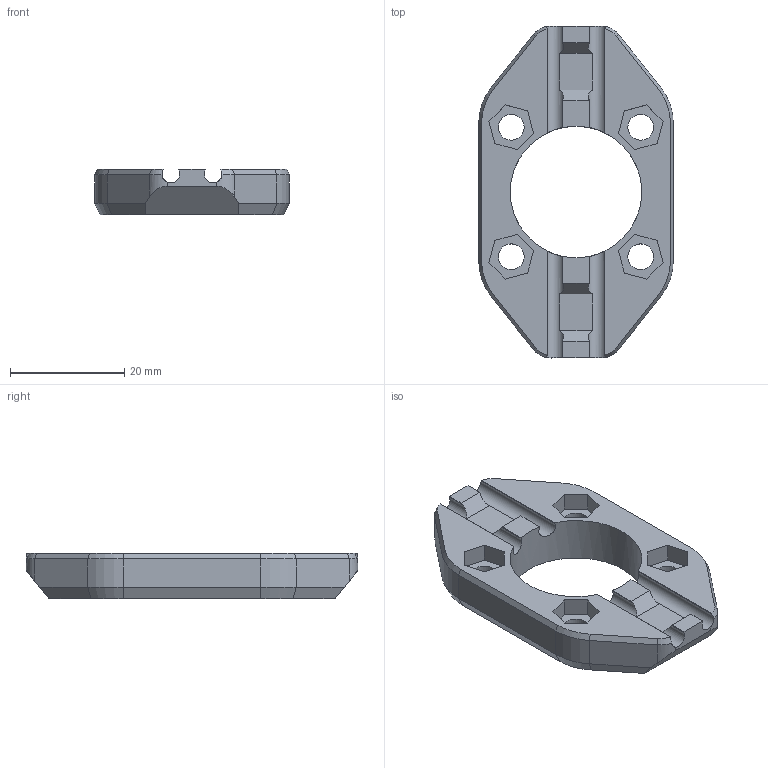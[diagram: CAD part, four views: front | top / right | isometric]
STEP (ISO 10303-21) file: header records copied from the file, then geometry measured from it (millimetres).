
FILE_DESCRIPTION(/* description */ (''),/* implementation_level */ '2;1');
FILE_NAME(/* name */ 'WobbleX_WS12_PrintedAdapter.step',/* time_stamp */ '2023-03-30T14:55:50-04:00',/* author */ (''),/* organization */ (''),/* preprocessor_version */ 'ST-DEVELOPER v19.2',/* originating_system */ 'Autodesk Translation Framework v11.17.0.187',/* authorisation */ '');
FILE_SCHEMA (('AUTOMOTIVE_DESIGN { 1 0 10303 214 3 1 1 }'));
Length unit declared in the file: millimetre
Products named in the file (1): WobbleRing_SFU1204_FL_LowerDisc
Bounding box: 34 x 58 x 8 mm (x, y, z)
Volume: 8148.2 mm3; surface area: 4759.1 mm2
Topology: 1 solids, 1 shells, 181 faces, 490 edges, 320 vertices
Faces by surface type: plane 106, bspline 46, cylinder 17, cone 12
Full cylindrical faces by diameter (mm): 4.5 x4, 23 x1
Entity records: 6377 total; most frequent: CARTESIAN_POINT 2112, ORIENTED_EDGE 980, DIRECTION 688, EDGE_CURVE 490, VERTEX_POINT 320, LINE 308, VECTOR 308, EDGE_LOOP 200
